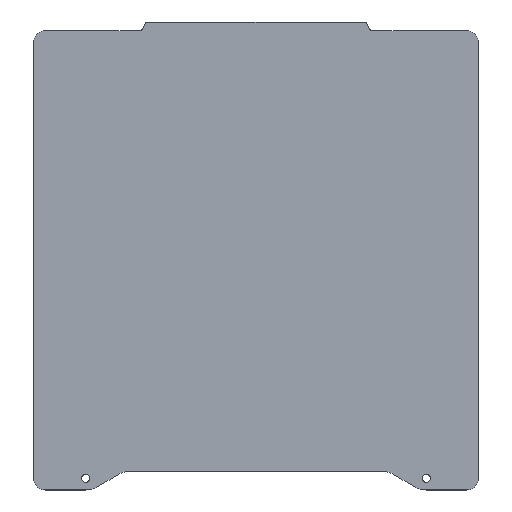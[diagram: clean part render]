
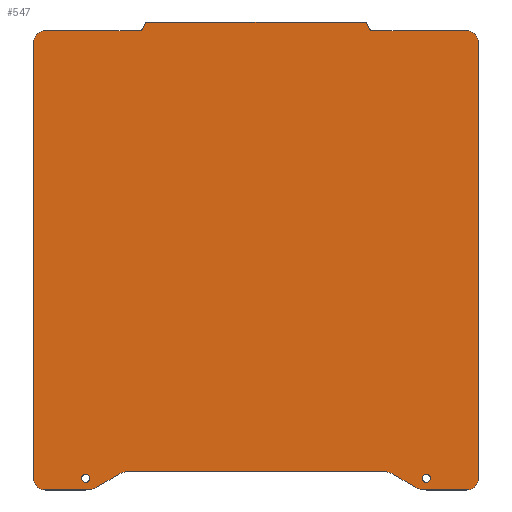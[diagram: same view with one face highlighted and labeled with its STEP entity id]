
A CAD part, top view. The second image highlights one B-rep face of the part: STEP entity #547.
In plain terms, the highlighted planar face has unit normal (0, 0, 1).
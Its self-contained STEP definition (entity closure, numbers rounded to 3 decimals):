
#15=FACE_BOUND('',#88,.T.);
#16=FACE_BOUND('',#89,.T.);
#31=PLANE('',#623);
#59=FACE_OUTER_BOUND('',#87,.T.);
#87=EDGE_LOOP('',(#455,#456,#457,#458,#459,#460,#461,#462,#463,#464,#465,
#466,#467,#468,#469,#470,#471,#472,#473,#474,#475,#476,#477,#478));
#88=EDGE_LOOP('',(#479));
#89=EDGE_LOOP('',(#480));
#98=LINE('',#815,#148);
#102=LINE('',#827,#152);
#106=LINE('',#839,#156);
#110=LINE('',#851,#160);
#114=LINE('',#863,#164);
#118=LINE('',#875,#168);
#122=LINE('',#887,#172);
#126=LINE('',#899,#176);
#130=LINE('',#911,#180);
#134=LINE('',#923,#184);
#138=LINE('',#935,#188);
#142=LINE('',#945,#192);
#148=VECTOR('',#652,10.);
#152=VECTOR('',#664,10.);
#156=VECTOR('',#676,10.);
#160=VECTOR('',#688,10.);
#164=VECTOR('',#700,10.);
#168=VECTOR('',#712,10.);
#172=VECTOR('',#724,10.);
#176=VECTOR('',#736,10.);
#180=VECTOR('',#748,10.);
#184=VECTOR('',#760,10.);
#188=VECTOR('',#772,10.);
#192=VECTOR('',#784,10.);
#194=CIRCLE('',#571,1.75);
#196=CIRCLE('',#574,1.75);
#198=CIRCLE('',#577,5.);
#200=CIRCLE('',#581,5.);
#202=CIRCLE('',#585,10.);
#204=CIRCLE('',#589,10.);
#206=CIRCLE('',#593,10.);
#208=CIRCLE('',#597,10.);
#210=CIRCLE('',#601,5.);
#212=CIRCLE('',#605,5.);
#214=CIRCLE('',#609,1.);
#216=CIRCLE('',#613,1.);
#218=CIRCLE('',#617,1.);
#220=CIRCLE('',#621,1.);
#222=VERTEX_POINT('',#793);
#224=VERTEX_POINT('',#799);
#227=VERTEX_POINT('',#806);
#228=VERTEX_POINT('',#808);
#230=VERTEX_POINT('',#814);
#232=VERTEX_POINT('',#820);
#234=VERTEX_POINT('',#826);
#236=VERTEX_POINT('',#832);
#238=VERTEX_POINT('',#838);
#240=VERTEX_POINT('',#844);
#242=VERTEX_POINT('',#850);
#244=VERTEX_POINT('',#856);
#246=VERTEX_POINT('',#862);
#248=VERTEX_POINT('',#868);
#250=VERTEX_POINT('',#874);
#252=VERTEX_POINT('',#880);
#254=VERTEX_POINT('',#886);
#256=VERTEX_POINT('',#892);
#258=VERTEX_POINT('',#898);
#260=VERTEX_POINT('',#904);
#262=VERTEX_POINT('',#910);
#264=VERTEX_POINT('',#916);
#266=VERTEX_POINT('',#922);
#268=VERTEX_POINT('',#928);
#270=VERTEX_POINT('',#934);
#272=VERTEX_POINT('',#940);
#275=EDGE_CURVE('',#222,#222,#194,.T.);
#278=EDGE_CURVE('',#224,#224,#196,.T.);
#281=EDGE_CURVE('',#228,#227,#198,.T.);
#284=EDGE_CURVE('',#230,#228,#98,.T.);
#287=EDGE_CURVE('',#232,#230,#200,.T.);
#290=EDGE_CURVE('',#234,#232,#102,.T.);
#293=EDGE_CURVE('',#236,#234,#202,.T.);
#296=EDGE_CURVE('',#238,#236,#106,.T.);
#299=EDGE_CURVE('',#240,#238,#204,.T.);
#302=EDGE_CURVE('',#242,#240,#110,.T.);
#305=EDGE_CURVE('',#244,#242,#206,.T.);
#308=EDGE_CURVE('',#246,#244,#114,.T.);
#311=EDGE_CURVE('',#248,#246,#208,.T.);
#314=EDGE_CURVE('',#250,#248,#118,.T.);
#317=EDGE_CURVE('',#252,#250,#210,.T.);
#320=EDGE_CURVE('',#254,#252,#122,.T.);
#323=EDGE_CURVE('',#256,#254,#212,.T.);
#326=EDGE_CURVE('',#258,#256,#126,.T.);
#329=EDGE_CURVE('',#260,#258,#214,.T.);
#332=EDGE_CURVE('',#262,#260,#130,.T.);
#335=EDGE_CURVE('',#264,#262,#216,.T.);
#338=EDGE_CURVE('',#266,#264,#134,.T.);
#341=EDGE_CURVE('',#268,#266,#218,.T.);
#344=EDGE_CURVE('',#270,#268,#138,.T.);
#347=EDGE_CURVE('',#272,#270,#220,.T.);
#350=EDGE_CURVE('',#227,#272,#142,.T.);
#455=ORIENTED_EDGE('',*,*,#350,.T.);
#456=ORIENTED_EDGE('',*,*,#347,.T.);
#457=ORIENTED_EDGE('',*,*,#344,.T.);
#458=ORIENTED_EDGE('',*,*,#341,.T.);
#459=ORIENTED_EDGE('',*,*,#338,.T.);
#460=ORIENTED_EDGE('',*,*,#335,.T.);
#461=ORIENTED_EDGE('',*,*,#332,.T.);
#462=ORIENTED_EDGE('',*,*,#329,.T.);
#463=ORIENTED_EDGE('',*,*,#326,.T.);
#464=ORIENTED_EDGE('',*,*,#323,.T.);
#465=ORIENTED_EDGE('',*,*,#320,.T.);
#466=ORIENTED_EDGE('',*,*,#317,.T.);
#467=ORIENTED_EDGE('',*,*,#314,.T.);
#468=ORIENTED_EDGE('',*,*,#311,.T.);
#469=ORIENTED_EDGE('',*,*,#308,.T.);
#470=ORIENTED_EDGE('',*,*,#305,.T.);
#471=ORIENTED_EDGE('',*,*,#302,.T.);
#472=ORIENTED_EDGE('',*,*,#299,.T.);
#473=ORIENTED_EDGE('',*,*,#296,.T.);
#474=ORIENTED_EDGE('',*,*,#293,.T.);
#475=ORIENTED_EDGE('',*,*,#290,.T.);
#476=ORIENTED_EDGE('',*,*,#287,.T.);
#477=ORIENTED_EDGE('',*,*,#284,.T.);
#478=ORIENTED_EDGE('',*,*,#281,.T.);
#479=ORIENTED_EDGE('',*,*,#275,.T.);
#480=ORIENTED_EDGE('',*,*,#278,.T.);
#547=ADVANCED_FACE('',(#59,#15,#16),#31,.T.);
#571=AXIS2_PLACEMENT_3D('',#795,#632,#633);
#574=AXIS2_PLACEMENT_3D('',#801,#639,#640);
#577=AXIS2_PLACEMENT_3D('',#809,#646,#647);
#581=AXIS2_PLACEMENT_3D('',#821,#658,#659);
#585=AXIS2_PLACEMENT_3D('',#833,#670,#671);
#589=AXIS2_PLACEMENT_3D('',#845,#682,#683);
#593=AXIS2_PLACEMENT_3D('',#857,#694,#695);
#597=AXIS2_PLACEMENT_3D('',#869,#706,#707);
#601=AXIS2_PLACEMENT_3D('',#881,#718,#719);
#605=AXIS2_PLACEMENT_3D('',#893,#730,#731);
#609=AXIS2_PLACEMENT_3D('',#905,#742,#743);
#613=AXIS2_PLACEMENT_3D('',#917,#754,#755);
#617=AXIS2_PLACEMENT_3D('',#929,#766,#767);
#621=AXIS2_PLACEMENT_3D('',#941,#778,#779);
#623=AXIS2_PLACEMENT_3D('',#946,#785,#786);
#632=DIRECTION('center_axis',(0.,0.,-1.));
#633=DIRECTION('ref_axis',(-1.,0.,0.));
#639=DIRECTION('center_axis',(0.,0.,-1.));
#640=DIRECTION('ref_axis',(-1.,0.,0.));
#646=DIRECTION('center_axis',(0.,0.,1.));
#647=DIRECTION('ref_axis',(1.,0.,0.));
#652=DIRECTION('',(0.,1.,0.));
#658=DIRECTION('center_axis',(0.,0.,1.));
#659=DIRECTION('ref_axis',(0.,-1.,0.));
#664=DIRECTION('',(1.,0.,0.));
#670=DIRECTION('center_axis',(0.,0.,1.));
#671=DIRECTION('ref_axis',(-0.509,-0.861,0.));
#676=DIRECTION('',(0.861,-0.509,0.));
#682=DIRECTION('center_axis',(0.,0.,-1.));
#683=DIRECTION('ref_axis',(-0.509,-0.861,0.));
#688=DIRECTION('',(1.,0.,0.));
#694=DIRECTION('center_axis',(0.,0.,-1.));
#695=DIRECTION('ref_axis',(0.,-1.,0.));
#700=DIRECTION('',(0.861,0.509,0.));
#706=DIRECTION('center_axis',(0.,0.,1.));
#707=DIRECTION('ref_axis',(0.,-1.,0.));
#712=DIRECTION('',(1.,0.,0.));
#718=DIRECTION('center_axis',(0.,0.,1.));
#719=DIRECTION('ref_axis',(-1.,0.,0.));
#724=DIRECTION('',(0.,-1.,0.));
#730=DIRECTION('center_axis',(0.,0.,1.));
#731=DIRECTION('ref_axis',(0.,1.,0.));
#736=DIRECTION('',(-1.,0.,0.));
#742=DIRECTION('center_axis',(0.,0.,-1.));
#743=DIRECTION('ref_axis',(0.,1.,0.));
#748=DIRECTION('',(-0.469,-0.883,0.));
#754=DIRECTION('center_axis',(0.,0.,1.));
#755=DIRECTION('ref_axis',(0.,1.,0.));
#760=DIRECTION('',(-1.,0.,0.));
#766=DIRECTION('center_axis',(0.,0.,1.));
#767=DIRECTION('ref_axis',(0.883,0.469,0.));
#772=DIRECTION('',(-0.469,0.883,0.));
#778=DIRECTION('center_axis',(0.,0.,-1.));
#779=DIRECTION('ref_axis',(0.883,0.469,0.));
#784=DIRECTION('',(-1.,0.,0.));
#785=DIRECTION('center_axis',(0.,0.,1.));
#786=DIRECTION('ref_axis',(1.,0.,0.));
#793=CARTESIAN_POINT('',(74.5,-97.15,1.4));
#795=CARTESIAN_POINT('Origin',(72.75,-97.15,1.4));
#799=CARTESIAN_POINT('',(-71.,-97.15,1.4));
#801=CARTESIAN_POINT('Origin',(-72.75,-97.15,1.4));
#806=CARTESIAN_POINT('',(90.,94.15,1.4));
#808=CARTESIAN_POINT('',(95.,89.15,1.4));
#809=CARTESIAN_POINT('Origin',(90.,89.15,1.4));
#814=CARTESIAN_POINT('',(95.,-97.15,1.4));
#815=CARTESIAN_POINT('',(95.,-97.15,1.4));
#820=CARTESIAN_POINT('',(90.,-102.15,1.4));
#821=CARTESIAN_POINT('Origin',(90.,-97.15,1.4));
#826=CARTESIAN_POINT('',(72.75,-102.15,1.4));
#827=CARTESIAN_POINT('',(72.75,-102.15,1.4));
#832=CARTESIAN_POINT('',(67.66,-100.758,1.4));
#833=CARTESIAN_POINT('Origin',(72.75,-92.15,1.4));
#838=CARTESIAN_POINT('',(58.84,-95.542,1.4));
#839=CARTESIAN_POINT('',(58.84,-95.542,1.4));
#844=CARTESIAN_POINT('',(53.75,-94.15,1.4));
#845=CARTESIAN_POINT('Origin',(53.75,-104.15,1.4));
#850=CARTESIAN_POINT('',(-53.75,-94.15,1.4));
#851=CARTESIAN_POINT('',(-53.75,-94.15,1.4));
#856=CARTESIAN_POINT('',(-58.84,-95.542,1.4));
#857=CARTESIAN_POINT('Origin',(-53.75,-104.15,1.4));
#862=CARTESIAN_POINT('',(-67.66,-100.758,1.4));
#863=CARTESIAN_POINT('',(-67.66,-100.758,1.4));
#868=CARTESIAN_POINT('',(-72.75,-102.15,1.4));
#869=CARTESIAN_POINT('Origin',(-72.75,-92.15,1.4));
#874=CARTESIAN_POINT('',(-90.,-102.15,1.4));
#875=CARTESIAN_POINT('',(-90.,-102.15,1.4));
#880=CARTESIAN_POINT('',(-95.,-97.15,1.4));
#881=CARTESIAN_POINT('Origin',(-90.,-97.15,1.4));
#886=CARTESIAN_POINT('',(-95.,89.15,1.4));
#887=CARTESIAN_POINT('',(-95.,89.15,1.4));
#892=CARTESIAN_POINT('',(-90.,94.15,1.4));
#893=CARTESIAN_POINT('Origin',(-90.,89.15,1.4));
#898=CARTESIAN_POINT('',(-49.5,94.15,1.4));
#899=CARTESIAN_POINT('',(-49.5,94.15,1.4));
#904=CARTESIAN_POINT('',(-48.617,94.681,1.4));
#905=CARTESIAN_POINT('Origin',(-49.5,95.15,1.4));
#910=CARTESIAN_POINT('',(-47.214,97.319,1.4));
#911=CARTESIAN_POINT('',(-47.214,97.319,1.4));
#916=CARTESIAN_POINT('',(-46.331,97.85,1.4));
#917=CARTESIAN_POINT('Origin',(-46.331,96.85,1.4));
#922=CARTESIAN_POINT('',(46.331,97.85,1.4));
#923=CARTESIAN_POINT('',(46.331,97.85,1.4));
#928=CARTESIAN_POINT('',(47.214,97.319,1.4));
#929=CARTESIAN_POINT('Origin',(46.331,96.85,1.4));
#934=CARTESIAN_POINT('',(48.617,94.681,1.4));
#935=CARTESIAN_POINT('',(48.617,94.681,1.4));
#940=CARTESIAN_POINT('',(49.5,94.15,1.4));
#941=CARTESIAN_POINT('Origin',(49.5,95.15,1.4));
#945=CARTESIAN_POINT('',(90.,94.15,1.4));
#946=CARTESIAN_POINT('Origin',(0.,-1.63,1.4));
